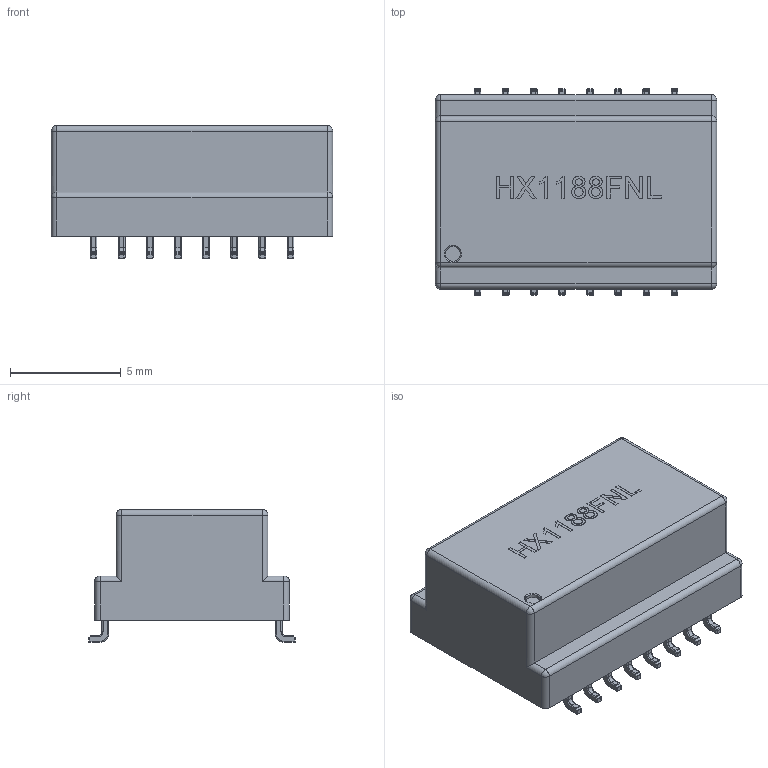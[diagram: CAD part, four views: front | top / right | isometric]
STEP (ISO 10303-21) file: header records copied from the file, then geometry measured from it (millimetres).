
FILE_DESCRIPTION(('FreeCAD Model'),'2;1');
FILE_NAME('HX1188NL.step','2018-02-15T08:24:38',( 'kicad StepUp'),('ksu MCAD'),'Open CASCADE STEP processor 6.8', 'FreeCAD','Unknown');
FILE_SCHEMA(('AUTOMOTIVE_DESIGN_CC2 { 1 2 10303 214 -1 1 5 4 }'));
Length unit declared in the file: millimetre
Products named in the file (1): HX1188NL
Bounding box: 12.7 x 9.32 x 6 mm (x, y, z)
Surface area: 446.3 mm2 (no closed solid volume)
Topology: 0 solids, 17 shells, 640 faces, 1551 edges, 888 vertices
Faces by surface type: cylinder 276, plane 197, sphere 66, torus 64, bspline 35, cone 2
Entity records: 24467 total; most frequent: CARTESIAN_POINT 5304, DIRECTION 3155, ORIENTED_EDGE 3012, EDGE_CURVE 1513, AXIS2_PLACEMENT_3D 1153, VERTEX_POINT 888, LINE 849, VECTOR 849
